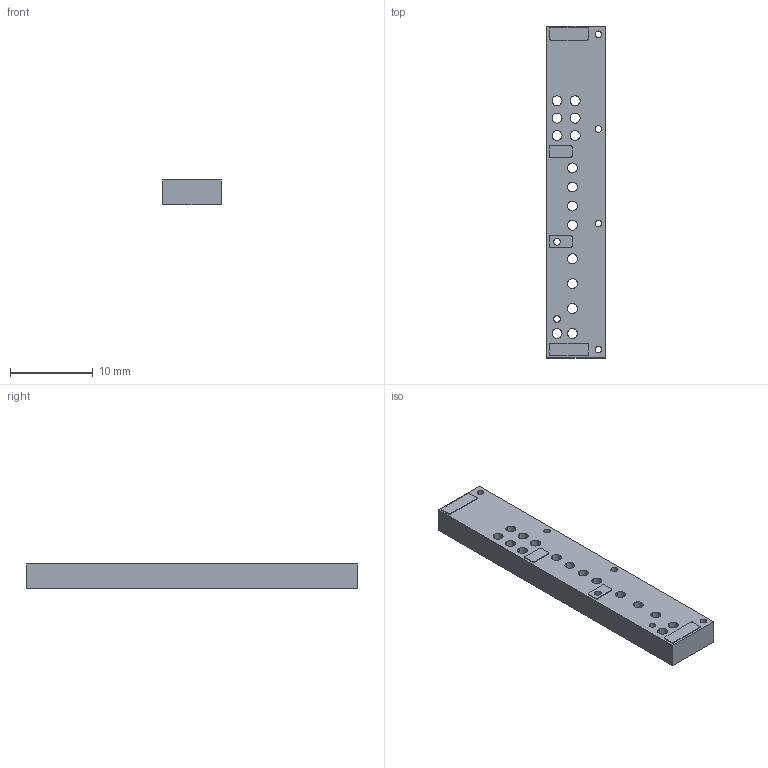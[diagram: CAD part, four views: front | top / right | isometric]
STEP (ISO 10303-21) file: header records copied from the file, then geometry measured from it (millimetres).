
FILE_DESCRIPTION((''),'2;1');
FILE_NAME('3D_PCB_W3796','2018-11-22T',('azhou'),(''),'PRO/ENGINEER BY PARAMETRIC TECHNOLOGY CORPORATION, 2017170','PRO/ENGINEER BY PARAMETRIC TECHNOLOGY CORPORATION, 2017170','');
FILE_SCHEMA(('AUTOMOTIVE_DESIGN { 1 0 10303 214 1 1 1 1 }'));
Length unit declared in the file: millimetre
Products named in the file (1): 3D_PCB_W3796
Bounding box: 7 x 40 x 3.1 mm (x, y, z)
Volume: 782.2 mm3; surface area: 1021.2 mm2
Topology: 1 solids, 1 shells, 84 faces, 234 edges, 156 vertices
Faces by surface type: cylinder 58, plane 26
Entity records: 3751 total; most frequent: DIRECTION 518, CARTESIAN_POINT 476, ORIENTED_EDGE 468, PRESENTATION_STYLE_ASSIGNMENT 239, STYLED_ITEM 235, CURVE_STYLE 234, EDGE_CURVE 234, AXIS2_PLACEMENT_3D 200
